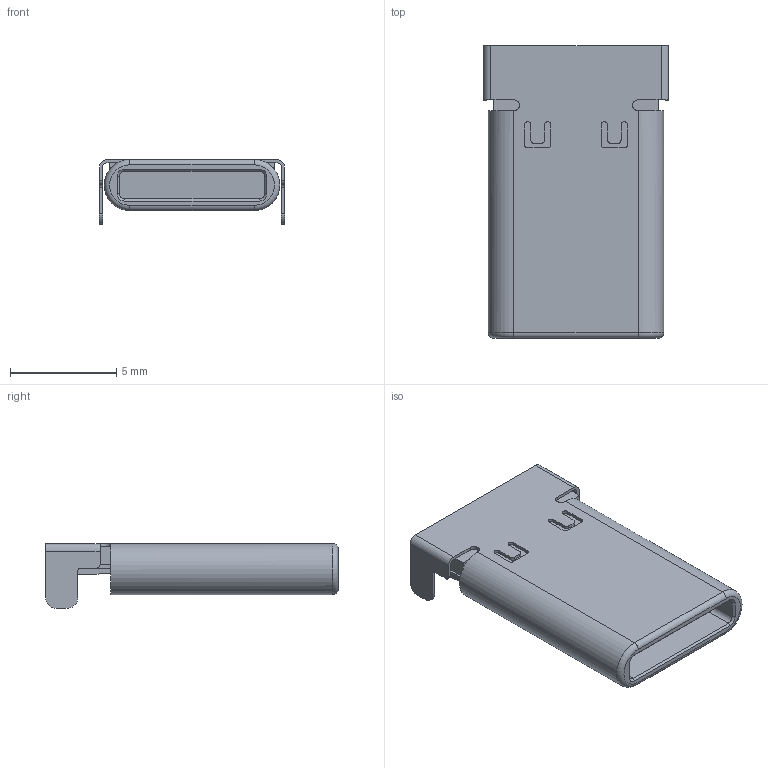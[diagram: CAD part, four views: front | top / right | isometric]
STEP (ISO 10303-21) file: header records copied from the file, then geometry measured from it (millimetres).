
FILE_DESCRIPTION(/* description */ (''),/* implementation_level */ '2;1');
FILE_NAME(/* name */ 'plug-usbc-121smt-4bs2s.step',/* time_stamp */ '2024-06-20T19:49:50-04:00',/* author */ (''),/* organization */ (''),/* preprocessor_version */ 'ST-DEVELOPER v20',/* originating_system */ 'Autodesk Translation Framework v13.14.0.145',/* authorisation */ '');
FILE_SCHEMA (('AUTOMOTIVE_DESIGN { 1 0 10303 214 3 1 1 }'));
Length unit declared in the file: millimetre
Products named in the file (2): plug-usbc-121smt-4bs2s; PLUG-USBC-121SMT-4BS2S_1
Assembly tree (1 placements, depth 2):
  plug-usbc-121smt-4bs2s
    PLUG-USBC-121SMT-4BS2S_1
Bounding box: 8.7 x 13.75 x 3.05 mm (x, y, z)
Volume: 129.2 mm3; surface area: 502.7 mm2
Topology: 1 solids, 1 shells, 287 faces, 780 edges, 514 vertices
Faces by surface type: plane 183, cylinder 90, bspline 8, cone 4, torus 2
Entity records: 9233 total; most frequent: CARTESIAN_POINT 1800, ORIENTED_EDGE 1560, DIRECTION 1518, EDGE_CURVE 780, LINE 574, VECTOR 574, VERTEX_POINT 514, AXIS2_PLACEMENT_3D 472
